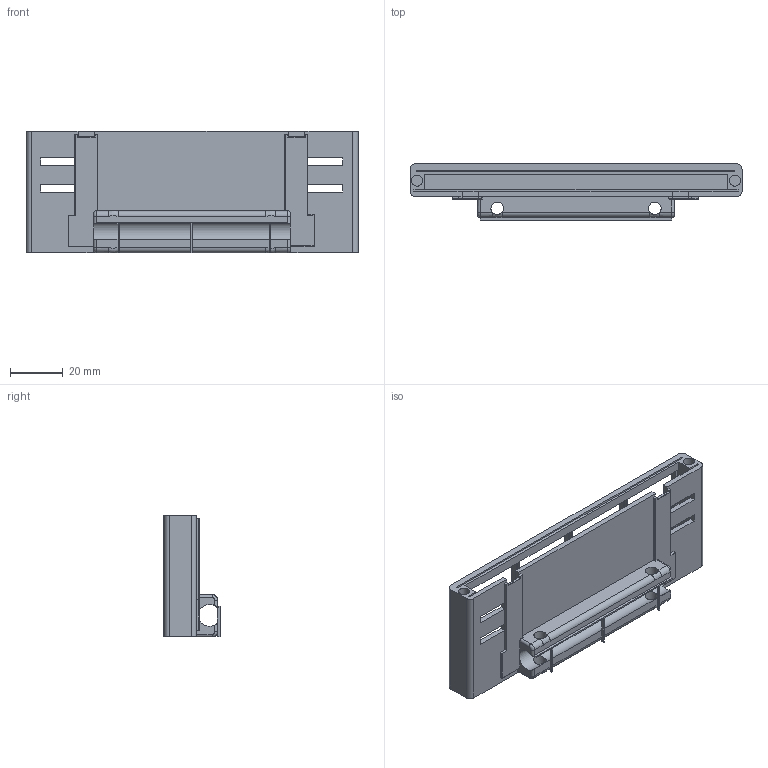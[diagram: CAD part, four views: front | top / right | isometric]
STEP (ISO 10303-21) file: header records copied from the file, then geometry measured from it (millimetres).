
FILE_DESCRIPTION(/* description */ ('STEP AP242','CAx-IF Rec.Pracs.---Representation and Presentation of Product Manufacturing Information (PMI)---4.0---2014-10-13','CAx-IF Rec.Pracs.---3D Tessellated Geometry---0.4---2014-09-14','2;1'),/* implementation_level */ '2;1');
FILE_NAME(/* name */ '6802439f3c1a7329491fa2d1',/* time_stamp */ '2025-04-18T12:20:48Z',/* author */ (''),/* organization */ (''),/* preprocessor_version */ 'ST-DEVELOPER v20',/* originating_system */ 'ONSHAPE BY PTC INC, 1.196',/* authorisation */ ' ');
FILE_SCHEMA (('AP242_MANAGED_MODEL_BASED_3D_ENGINEERING_MIM_LF { 1 0 10303 442 1 1 4 }'));
Length unit declared in the file: metre
Products named in the file (1): Body
Bounding box: 126.4 x 21.4 x 46.4 mm (x, y, z)
Volume: 26489.9 mm3; surface area: 25430.8 mm2
Topology: 1 solids, 1 shells, 227 faces, 664 edges, 422 vertices
Faces by surface type: plane 172, cylinder 46, bspline 5, torus 4
Full cylindrical faces by diameter (mm): 4.2 x2, 4.8 x4
Entity records: 9860 total; most frequent: CARTESIAN_POINT 3867, ORIENTED_EDGE 1308, DIRECTION 1131, EDGE_CURVE 654, LINE 551, VECTOR 551, VERTEX_POINT 418, AXIS2_PLACEMENT_3D 290
